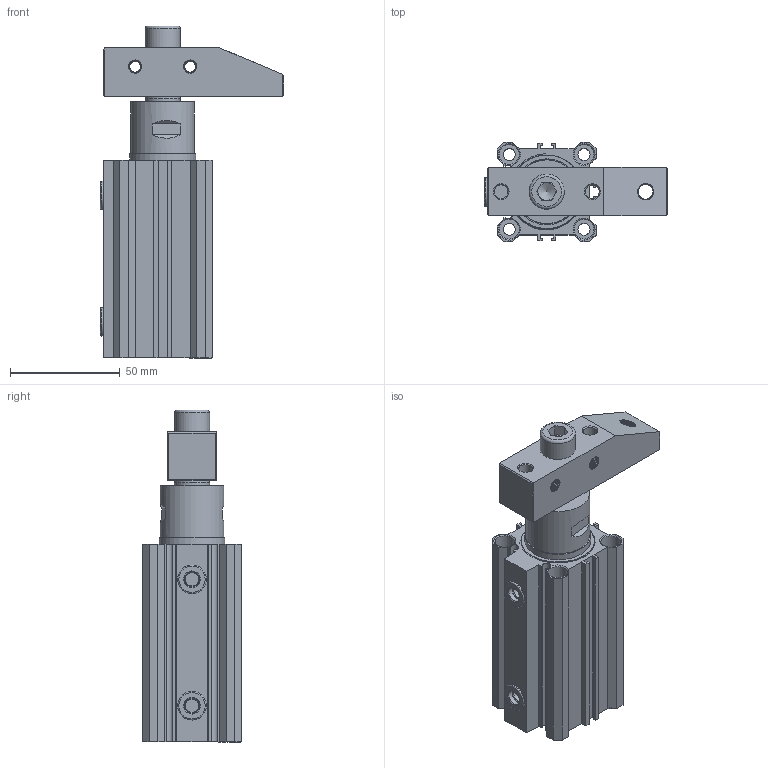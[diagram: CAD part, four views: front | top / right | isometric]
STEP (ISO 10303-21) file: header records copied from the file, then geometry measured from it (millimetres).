
FILE_DESCRIPTION(/* description */ (''),/* implementation_level */ '2;1');
FILE_NAME(/* name */ 'CRS32 COMPACT ROTASHAFT.stp',/* time_stamp */ '2019-11-09T12:50:40-05:00',/* author */ ('E&E CP'),/* organization */ (''),/* preprocessor_version */ 'ST-DEVELOPER v17',/* originating_system */ 'Autodesk Inventor 2018',/* authorisation */ '');
FILE_SCHEMA (('AUTOMOTIVE_DESIGN { 1 0 10303 214 3 1 1 }'));
Products named in the file (1): CRS32 COMPACT ROTASHAFT
Bounding box: 83.3 x 45 x 151 mm (x, y, z)
Volume: 179571.6 mm3; surface area: 73096.7 mm2
Topology: 7 solids, 7 shells, 479 faces, 1419 edges, 972 vertices
Faces by surface type: cylinder 177, plane 159, cone 91, bspline 41, torus 11
Full cylindrical faces by diameter (mm): 2 x2, 5 x52, 5.5 x4, 6 x2, 6.2 x2, 6.8 x15, 7 x2, 8.2 x18, 8.5 x1, 8.7 x2, 9 x8, 10 x30, 10.5 x1, 11.624 x1, 13 x2, 16 x3, 29 x1, 30 x1, 32 x3, 33.5 x5, 35 x5
Entity records: 60191 total; most frequent: CARTESIAN_POINT 47206, ORIENTED_EDGE 2834, DIRECTION 2421, EDGE_CURVE 1417, VERTEX_POINT 972, AXIS2_PLACEMENT_3D 925, LINE 571, VECTOR 571
